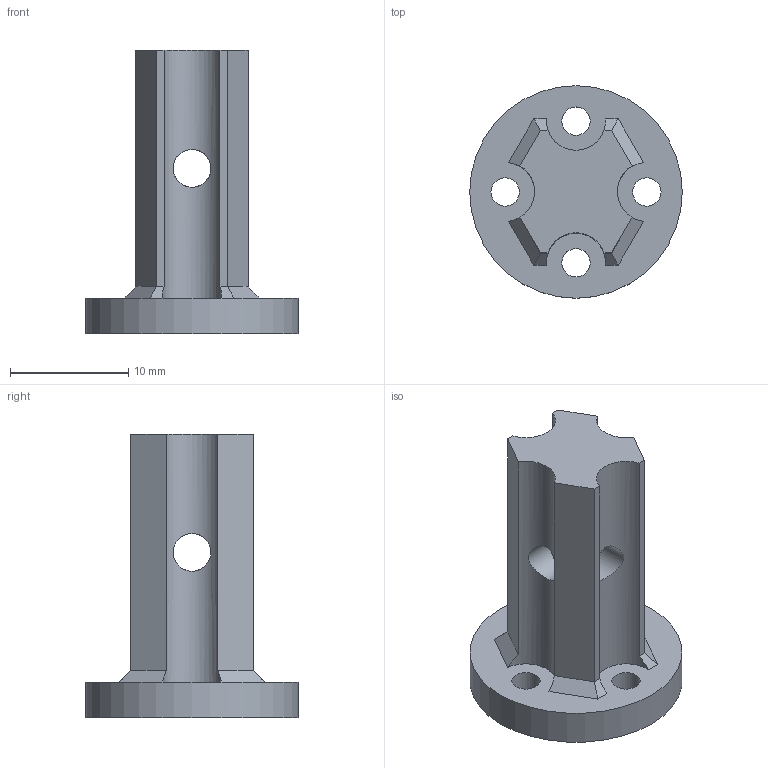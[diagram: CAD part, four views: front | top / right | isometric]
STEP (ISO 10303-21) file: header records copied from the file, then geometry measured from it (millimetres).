
FILE_DESCRIPTION(('HOOPS Exchange Step'),'2;1');
FILE_NAME('temp_export','2025-01-14T13:18:46+10:00',('mobile'),('Shapr3D Limited'),'HOOPS Exchange 2024.6','Shapr3D','Authorized');
FILE_SCHEMA( ('AP242_MANAGED_MODEL_BASED_3D_ENGINEERING_MIM_LF {1 0 10303 442 1 1 4 }') );
Length unit declared in the file: millimetre
Products named in the file (1): root
Bounding box: 18 x 18 x 24 mm (x, y, z)
Volume: 2049.9 mm3; surface area: 1671.3 mm2
Topology: 1 solids, 1 shells, 46 faces, 125 edges, 81 vertices
Faces by surface type: plane 23, cylinder 16, bspline 7
Full cylindrical faces by diameter (mm): 2.4 x4, 3.2 x4, 18 x1
Entity records: 2278 total; most frequent: CARTESIAN_POINT 1074, ORIENTED_EDGE 250, DIRECTION 228, EDGE_CURVE 125, AXIS2_PLACEMENT_3D 81, VERTEX_POINT 81, VECTOR 66, LINE 66
